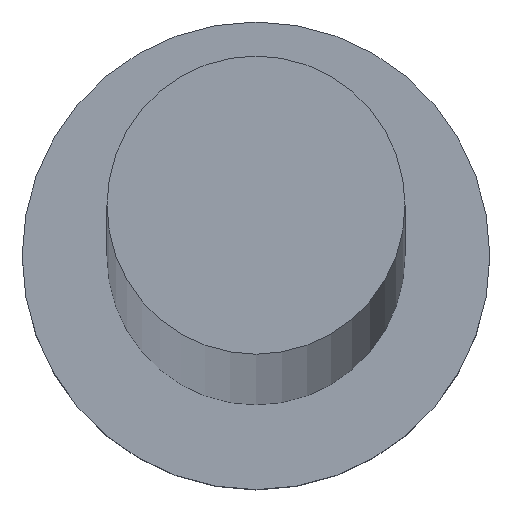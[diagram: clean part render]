
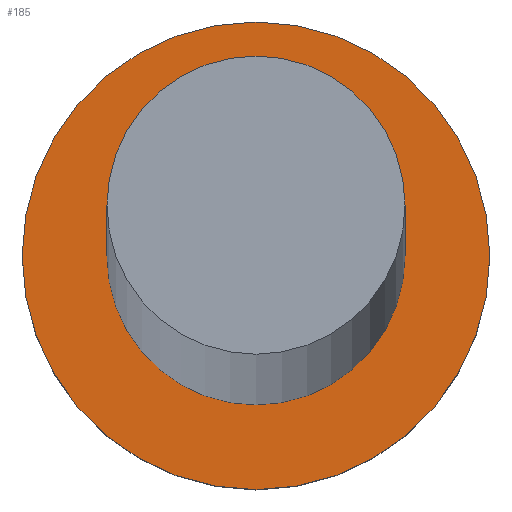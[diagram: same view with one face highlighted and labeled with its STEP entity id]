
A CAD part, top view. The second image highlights one B-rep face of the part: STEP entity #185.
In plain terms, the highlighted planar face has unit normal (0, 0, 1).
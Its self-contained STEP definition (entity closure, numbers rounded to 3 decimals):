
#3 = FACE_BOUND ( 'NONE', #169, .T. ) ;
#10 = CARTESIAN_POINT ( 'NONE',  ( -8., 0., 6.5 ) ) ;
#14 = CIRCLE ( 'NONE', #166, 8. ) ;
#23 = ORIENTED_EDGE ( 'NONE', *, *, #87, .F. ) ;
#27 = VERTEX_POINT ( 'NONE', #10 ) ;
#31 = DIRECTION ( 'NONE',  ( 0., 0., 1. ) ) ;
#35 = CIRCLE ( 'NONE', #70, 5.1 ) ;
#44 = EDGE_LOOP ( 'NONE', ( #107, #120 ) ) ;
#46 = AXIS2_PLACEMENT_3D ( 'NONE', #151, #31, #254 ) ;
#49 = DIRECTION ( 'NONE',  ( 1., 0., 0. ) ) ;
#51 = VERTEX_POINT ( 'NONE', #246 ) ;
#58 = EDGE_CURVE ( 'NONE', #27, #182, #14, .T. ) ;
#61 = DIRECTION ( 'NONE',  ( 0., 0., 1. ) ) ;
#64 = FACE_OUTER_BOUND ( 'NONE', #44, .T. ) ;
#70 = AXIS2_PLACEMENT_3D ( 'NONE', #144, #222, #131 ) ;
#87 = EDGE_CURVE ( 'NONE', #51, #161, #252, .T. ) ;
#107 = ORIENTED_EDGE ( 'NONE', *, *, #58, .T. ) ;
#120 = ORIENTED_EDGE ( 'NONE', *, *, #232, .T. ) ;
#126 = DIRECTION ( 'NONE',  ( 1., 0., 0. ) ) ;
#131 = DIRECTION ( 'NONE',  ( 1., 0., 0. ) ) ;
#142 = CARTESIAN_POINT ( 'NONE',  ( 8., 0., 6.5 ) ) ;
#144 = CARTESIAN_POINT ( 'NONE',  ( 0., 0., 6.5 ) ) ;
#147 = ORIENTED_EDGE ( 'NONE', *, *, #216, .F. ) ;
#150 = CARTESIAN_POINT ( 'NONE',  ( 0., 0., 6.5 ) ) ;
#151 = CARTESIAN_POINT ( 'NONE',  ( 0., 0., 6.5 ) ) ;
#161 = VERTEX_POINT ( 'NONE', #177 ) ;
#166 = AXIS2_PLACEMENT_3D ( 'NONE', #150, #225, #49 ) ;
#167 = DIRECTION ( 'NONE',  ( 1., 0., 0. ) ) ;
#169 = EDGE_LOOP ( 'NONE', ( #23, #147 ) ) ;
#177 = CARTESIAN_POINT ( 'NONE',  ( 5.1, 0., 6.5 ) ) ;
#182 = VERTEX_POINT ( 'NONE', #142 ) ;
#183 = AXIS2_PLACEMENT_3D ( 'NONE', #237, #61, #167 ) ;
#185 = ADVANCED_FACE ( 'NONE', ( #3, #64 ), #202, .T. ) ;
#192 = AXIS2_PLACEMENT_3D ( 'NONE', #204, #241, #126 ) ;
#202 = PLANE ( 'NONE',  #183 ) ;
#204 = CARTESIAN_POINT ( 'NONE',  ( 0., 0., 6.5 ) ) ;
#211 = CIRCLE ( 'NONE', #192, 8. ) ;
#216 = EDGE_CURVE ( 'NONE', #161, #51, #35, .T. ) ;
#222 = DIRECTION ( 'NONE',  ( 0., 0., 1. ) ) ;
#225 = DIRECTION ( 'NONE',  ( 0., 0., 1. ) ) ;
#232 = EDGE_CURVE ( 'NONE', #182, #27, #211, .T. ) ;
#237 = CARTESIAN_POINT ( 'NONE',  ( 0., 0., 6.5 ) ) ;
#241 = DIRECTION ( 'NONE',  ( 0., 0., 1. ) ) ;
#246 = CARTESIAN_POINT ( 'NONE',  ( -5.1, 0., 6.5 ) ) ;
#252 = CIRCLE ( 'NONE', #46, 5.1 ) ;
#254 = DIRECTION ( 'NONE',  ( 1., 0., 0. ) ) ;
